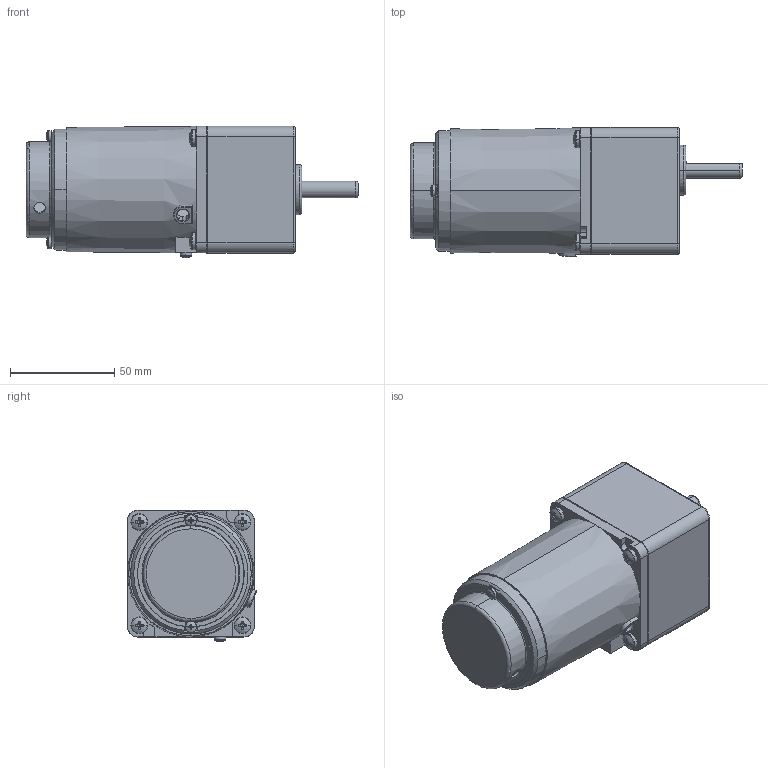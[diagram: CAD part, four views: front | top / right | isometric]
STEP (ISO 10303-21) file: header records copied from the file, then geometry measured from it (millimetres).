
FILE_DESCRIPTION((''),'2;1');
FILE_NAME('2IK6RGN-C-2GN3K-200K_ASM_ASM','2015-08-22T',('Administrator'),(''),'PRO/ENGINEER BY PARAMETRIC TECHNOLOGY CORPORATION, 2007170','PRO/ENGINEER BY PARAMETRIC TECHNOLOGY CORPORATION, 2007170','');
FILE_SCHEMA(('CONFIG_CONTROL_DESIGN'));
Length unit declared in the file: millimetre
Products named in the file (12): 2IK6RGN-C_7_AF0; PRT0022; 2IK6RGN-C-2GN3K-200K_ASM_1_AF0_ASM; PRT0023; PRT0025; PRT0026; PRT0027; PRT0028; PRT0029; PRT0030; PRT0031; 2IK6RGN-C-2GN3K-200K_ASM_ASM
Assembly tree (11 placements, depth 3):
  2IK6RGN-C-2GN3K-200K_ASM_ASM
    2IK6RGN-C-2GN3K-200K_ASM_1_AF0_ASM
      2IK6RGN-C_7_AF0
      PRT0022
    PRT0023
    PRT0025
    PRT0026
    PRT0027
    PRT0028
    PRT0029
    PRT0030
    PRT0031
Bounding box: 159.25 x 61.85 x 63.07 mm (x, y, z)
Volume: 247223.7 mm3; surface area: 66314 mm2
Topology: 10 solids, 10 shells, 1286 faces, 3397 edges, 2123 vertices
Faces by surface type: cone 622, cylinder 364, plane 227, torus 57, sphere 16
Entity records: 40898 total; most frequent: DIRECTION 7843, CARTESIAN_POINT 7476, ORIENTED_EDGE 6718, EDGE_CURVE 3359, AXIS2_PLACEMENT_3D 3293, VERTEX_POINT 2123, CIRCLE 1982, EDGE_LOOP 1336
